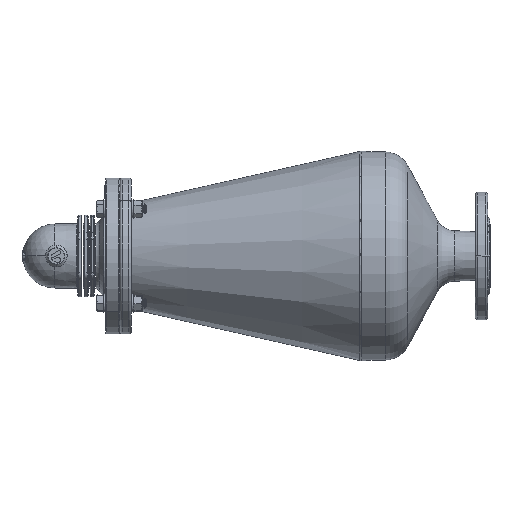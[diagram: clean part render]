
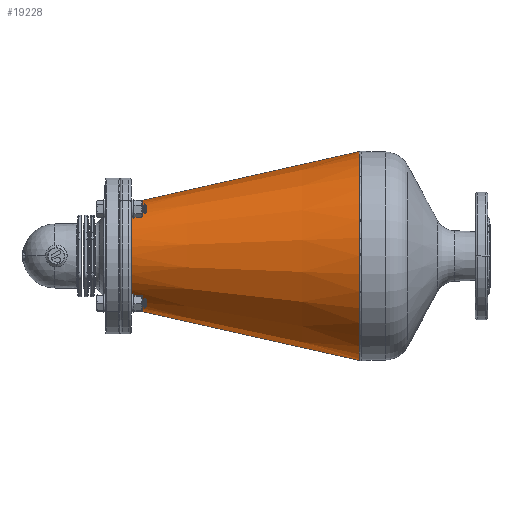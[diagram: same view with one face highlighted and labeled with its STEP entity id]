
A CAD part, left-side view. The second image highlights one B-rep face of the part: STEP entity #19228.
In plain terms, the highlighted conical face has half-angle 12.68 degrees and reference radius 68.1 mm.
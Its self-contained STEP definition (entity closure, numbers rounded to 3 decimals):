
#3703 = AXIS2_PLACEMENT_3D ( 'NONE', #21846, #21847, #21848 ) ;
#3704 = AXIS2_PLACEMENT_3D ( 'NONE', #21849, #21850, #21851 ) ;
#4534 = VERTEX_POINT ( 'NONE', #14618 ) ;
#4535 = VERTEX_POINT ( 'NONE', #14619 ) ;
#4536 = VERTEX_POINT ( 'NONE', #14620 ) ;
#4545 = VERTEX_POINT ( 'NONE', #14629 ) ;
#8418 = EDGE_CURVE ( 'NONE', #4545, #4536, #17688, .T. ) ;
#8419 = EDGE_CURVE ( 'NONE', #4534, #4535, #17687, .T. ) ;
#8427 = EDGE_CURVE ( 'NONE', #4536, #4535, #17700, .T. ) ;
#8428 = EDGE_CURVE ( 'NONE', #4545, #4534, #17702, .T. ) ;
#12400 = FACE_OUTER_BOUND ( 'NONE', #22721, .T. ) ;
#12407 = CONICAL_SURFACE ( 'NONE', #16152, 68.1, 0.221 ) ;
#14618 = CARTESIAN_POINT ( 'NONE',  ( 0., 2.095, 135.129 ) ) ;
#14619 = CARTESIAN_POINT ( 'NONE',  ( 0., 2.095, -135.129 ) ) ;
#14620 = CARTESIAN_POINT ( 'NONE',  ( 0., 300., -68.1 ) ) ;
#14629 = CARTESIAN_POINT ( 'NONE',  ( 0., 300., 68.1 ) ) ;
#16152 = AXIS2_PLACEMENT_3D ( 'NONE', #24576, #24573, #24572 ) ;
#17687 = CIRCLE ( 'NONE', #3704, 135.129 ) ;
#17688 = CIRCLE ( 'NONE', #3703, 68.1 ) ;
#17700 = LINE ( 'NONE', #21870, #17703 ) ;
#17702 = LINE ( 'NONE', #21872, #17705 ) ;
#17703 = VECTOR ( 'NONE', #21871, 1000. ) ;
#17705 = VECTOR ( 'NONE', #21873, 1000. ) ;
#19228 = ADVANCED_FACE ( 'NONE', ( #12400 ), #12407, .T. ) ;
#20587 = ORIENTED_EDGE ( 'NONE', *, *, #8427, .T. ) ;
#20588 = ORIENTED_EDGE ( 'NONE', *, *, #8418, .T. ) ;
#20589 = ORIENTED_EDGE ( 'NONE', *, *, #8428, .F. ) ;
#20592 = ORIENTED_EDGE ( 'NONE', *, *, #8419, .F. ) ;
#21846 = CARTESIAN_POINT ( 'NONE',  ( 0., 300., 0. ) ) ;
#21847 = DIRECTION ( 'NONE',  ( 0., -1., 0. ) ) ;
#21848 = DIRECTION ( 'NONE',  ( 0., 0., -1. ) ) ;
#21849 = CARTESIAN_POINT ( 'NONE',  ( 0., 2.095, 0. ) ) ;
#21850 = DIRECTION ( 'NONE',  ( 0., -1., 0. ) ) ;
#21851 = DIRECTION ( 'NONE',  ( 0., 0., -1. ) ) ;
#21870 = CARTESIAN_POINT ( 'NONE',  ( 0., 300., -68.1 ) ) ;
#21871 = DIRECTION ( 'NONE',  ( 0., -0.976, -0.22 ) ) ;
#21872 = CARTESIAN_POINT ( 'NONE',  ( 0., 300., 68.1 ) ) ;
#21873 = DIRECTION ( 'NONE',  ( 0., -0.976, 0.22 ) ) ;
#22721 = EDGE_LOOP ( 'NONE', ( #20589, #20588, #20587, #20592 ) ) ;
#24572 = DIRECTION ( 'NONE',  ( 0., 0., -1. ) ) ;
#24573 = DIRECTION ( 'NONE',  ( 0., -1., 0. ) ) ;
#24576 = CARTESIAN_POINT ( 'NONE',  ( 0., 300., 0. ) ) ;
